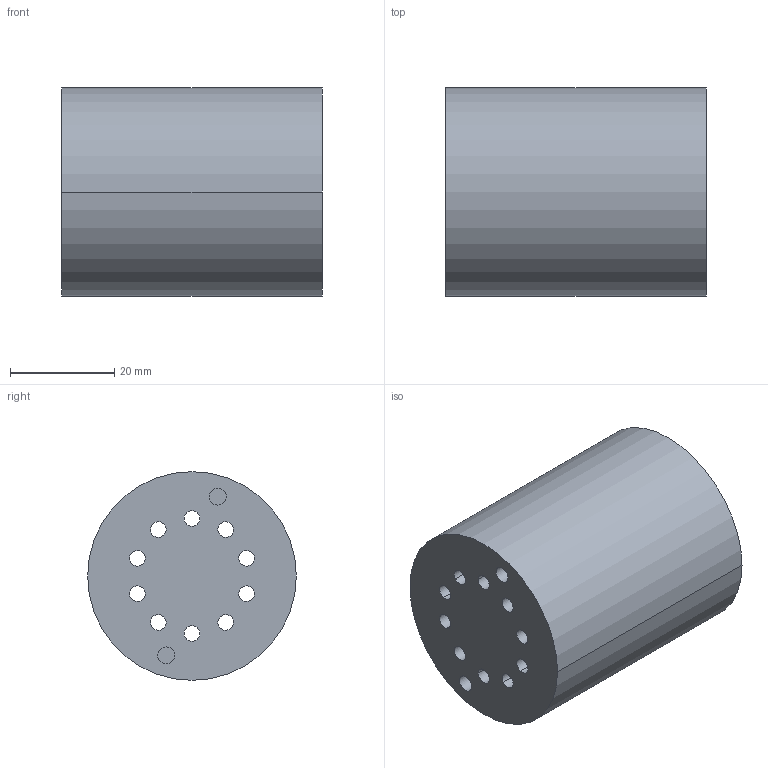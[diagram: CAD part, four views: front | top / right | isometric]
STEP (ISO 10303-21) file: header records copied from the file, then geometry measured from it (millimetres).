
FILE_DESCRIPTION(('CATIA V5 STEP Exchange'),'2;1');
FILE_NAME('HE-CYLINDER.stp','2016-10-11T11:38:48+00:00',('none'),('none'),'CATIA Version 5 Release 19 SP 9 (IN-10)','CATIA V5 STEP AP203 Edition 2','none');
FILE_SCHEMA(('AP203_CONFIGURATION_CONTROLLED_3D_DESIGN_OF_MECHANICAL_PARTS_AND_ASSEMBLIES_MIM_LF { 1 0 10303 403 2 1 2}'));
Length unit declared in the file: millimetre
Products named in the file (1): PART1
Bounding box: 50 x 40 x 40 mm (x, y, z)
Volume: 58896.7 mm3; surface area: 13869.1 mm2
Topology: 1 solids, 1 shells, 42 faces, 104 edges, 71 vertices
Faces by surface type: cylinder 34, plane 8
Entity records: 1198 total; most frequent: ORIENTED_EDGE 204, CARTESIAN_POINT 199, DIRECTION 148, EDGE_CURVE 102, AXIS2_PLACEMENT_3D 93, CIRCLE 70, VERTEX_POINT 68, EDGE_LOOP 68
